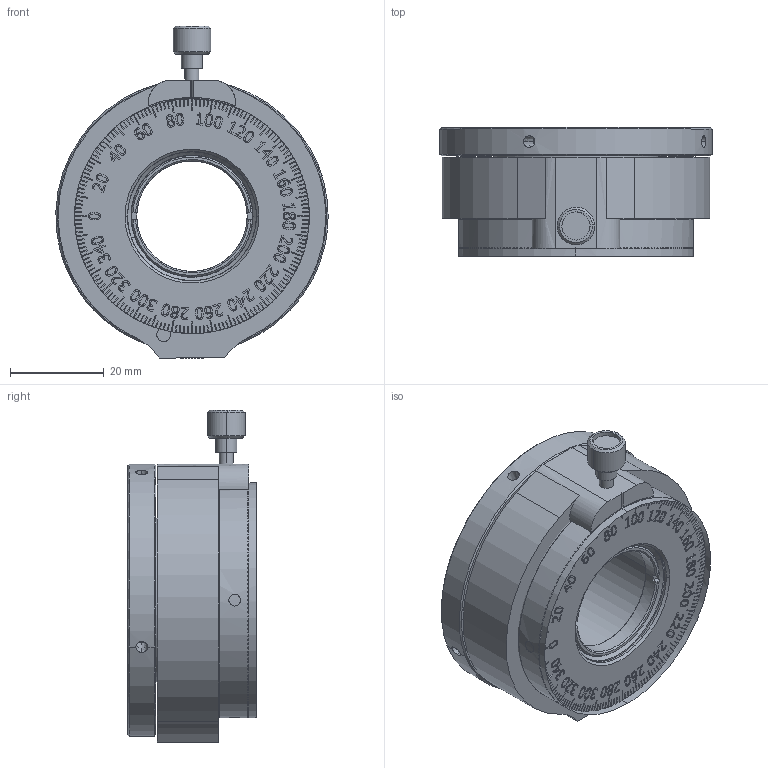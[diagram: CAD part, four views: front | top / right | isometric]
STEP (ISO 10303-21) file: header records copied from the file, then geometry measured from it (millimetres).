
FILE_DESCRIPTION(/* description */ (''),/* implementation_level */ '2;1');
FILE_NAME(/* name */ '02-RS-~1',/* time_stamp */ '2022-01-11T13:42:40+03:00',/* author */ (''),/* organization */ (''),/* preprocessor_version */ 'ST-DEVELOPER v15',/* originating_system */ '',/* authorisation */ '');
FILE_SCHEMA (('AUTOMOTIVE_DESIGN'));
Products named in the file (2): Document; Block 01
Assembly tree (1 placements, depth 2):
  Document
    Block 01
Bounding box: 57.98 x 27.38 x 70.7 mm (x, y, z)
Volume: 259.2 mm3; surface area: 21527.6 mm2
Topology: 4 solids, 11 shells, 1814 faces, 5174 edges, 3451 vertices
Faces by surface type: bspline 1814
Entity records: 117651 total; most frequent: CARTESIAN_POINT 54103, B_SPLINE_CURVE_WITH_KNOTS 13543, ORIENTED_EDGE 9571, PCURVE 9571, DEFINITIONAL_REPRESENTATION 9571, SURFACE_CURVE 5177, EDGE_CURVE 5177, VERTEX_POINT 3451
